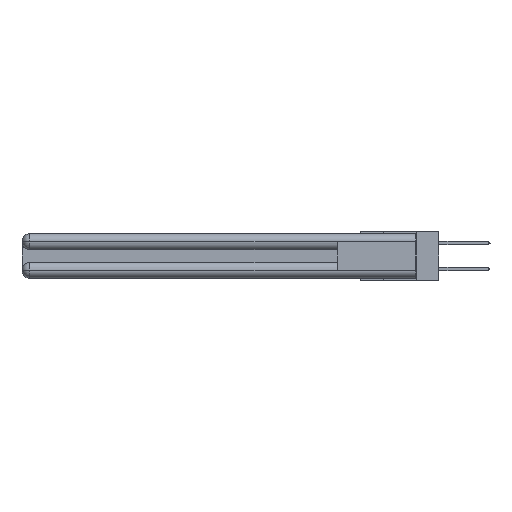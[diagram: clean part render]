
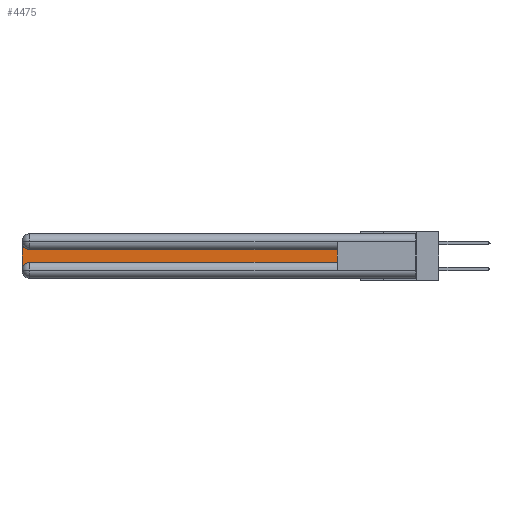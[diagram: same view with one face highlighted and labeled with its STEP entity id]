
A CAD part, left-side view. The second image highlights one B-rep face of the part: STEP entity #4475.
In plain terms, the highlighted planar face has unit normal (-1, 0, 0).
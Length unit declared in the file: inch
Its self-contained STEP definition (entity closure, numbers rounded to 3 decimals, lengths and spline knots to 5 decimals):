
#190 = ORIENTED_EDGE ( 'NONE', *, *, #12825, .T. ) ;
#316 = CARTESIAN_POINT ( 'NONE',  ( 0.075, 3., -0.1225 ) ) ;
#348 = DIRECTION ( 'NONE',  ( 0., 0., -1. ) ) ;
#685 = CARTESIAN_POINT ( 'NONE',  ( 0.075, 2.94, -0.2775 ) ) ;
#1026 = VERTEX_POINT ( 'NONE', #29431 ) ;
#2866 = DIRECTION ( 'NONE',  ( 0., 0., -1. ) ) ;
#3063 = CARTESIAN_POINT ( 'NONE',  ( 0.075, 0.6, -0.1225 ) ) ;
#3376 = AXIS2_PLACEMENT_3D ( 'NONE', #31947, #21572, #19252 ) ;
#3623 = EDGE_CURVE ( 'NONE', #1026, #16824, #7139, .T. ) ;
#3918 = VECTOR ( 'NONE', #25504, 39.37008 ) ;
#3949 = VECTOR ( 'NONE', #5312, 39.37008 ) ;
#4475 = ADVANCED_FACE ( 'NONE', ( #15002 ), #15224, .F. ) ;
#5312 = DIRECTION ( 'NONE',  ( 0., -1., 0. ) ) ;
#5862 = DIRECTION ( 'NONE',  ( 0., 0., 1. ) ) ;
#5891 = LINE ( 'NONE', #23848, #32770 ) ;
#7139 = LINE ( 'NONE', #30803, #25358 ) ;
#9006 = VERTEX_POINT ( 'NONE', #23055 ) ;
#9649 = ORIENTED_EDGE ( 'NONE', *, *, #11438, .T. ) ;
#9807 = ORIENTED_EDGE ( 'NONE', *, *, #3623, .T. ) ;
#11438 = EDGE_CURVE ( 'NONE', #16824, #14153, #31361, .T. ) ;
#11872 = EDGE_LOOP ( 'NONE', ( #190, #27349, #9807, #9649, #16663, #23061 ) ) ;
#12266 = EDGE_CURVE ( 'NONE', #14153, #19089, #12654, .T. ) ;
#12654 = LINE ( 'NONE', #28159, #3949 ) ;
#12825 = EDGE_CURVE ( 'NONE', #24432, #9006, #31654, .T. ) ;
#14153 = VERTEX_POINT ( 'NONE', #25029 ) ;
#15002 = FACE_OUTER_BOUND ( 'NONE', #11872, .T. ) ;
#15224 = PLANE ( 'NONE',  #23263 ) ;
#15496 = DIRECTION ( 'NONE',  ( 1., 0., 0. ) ) ;
#15895 = CARTESIAN_POINT ( 'NONE',  ( 0.075, 3., -0.2775 ) ) ;
#16663 = ORIENTED_EDGE ( 'NONE', *, *, #12266, .T. ) ;
#16824 = VERTEX_POINT ( 'NONE', #15895 ) ;
#18667 = CIRCLE ( 'NONE', #3376, 0.06 ) ;
#19089 = VERTEX_POINT ( 'NONE', #19411 ) ;
#19252 = DIRECTION ( 'NONE',  ( 0., 0., -1. ) ) ;
#19411 = CARTESIAN_POINT ( 'NONE',  ( 0.075, 0.6, -0.2175 ) ) ;
#21572 = DIRECTION ( 'NONE',  ( 1., 0., 0. ) ) ;
#22330 = AXIS2_PLACEMENT_3D ( 'NONE', #685, #15496, #23331 ) ;
#23055 = CARTESIAN_POINT ( 'NONE',  ( 0.075, 2.94, -0.1225 ) ) ;
#23061 = ORIENTED_EDGE ( 'NONE', *, *, #23856, .T. ) ;
#23263 = AXIS2_PLACEMENT_3D ( 'NONE', #316, #30555, #2866 ) ;
#23331 = DIRECTION ( 'NONE',  ( 0., 0., -1. ) ) ;
#23848 = CARTESIAN_POINT ( 'NONE',  ( 0.075, 0.6, -0.2175 ) ) ;
#23856 = EDGE_CURVE ( 'NONE', #19089, #24432, #5891, .T. ) ;
#24432 = VERTEX_POINT ( 'NONE', #32627 ) ;
#25029 = CARTESIAN_POINT ( 'NONE',  ( 0.075, 2.94, -0.2175 ) ) ;
#25358 = VECTOR ( 'NONE', #348, 39.37008 ) ;
#25504 = DIRECTION ( 'NONE',  ( 0., 1., 0. ) ) ;
#27003 = EDGE_CURVE ( 'NONE', #9006, #1026, #18667, .T. ) ;
#27349 = ORIENTED_EDGE ( 'NONE', *, *, #27003, .T. ) ;
#28159 = CARTESIAN_POINT ( 'NONE',  ( 0.075, 0.6, -0.2175 ) ) ;
#29431 = CARTESIAN_POINT ( 'NONE',  ( 0.075, 3., -0.0625 ) ) ;
#30555 = DIRECTION ( 'NONE',  ( 1., 0., 0. ) ) ;
#30803 = CARTESIAN_POINT ( 'NONE',  ( 0.075, 3., -0.2175 ) ) ;
#31361 = CIRCLE ( 'NONE', #22330, 0.06 ) ;
#31654 = LINE ( 'NONE', #3063, #3918 ) ;
#31947 = CARTESIAN_POINT ( 'NONE',  ( 0.075, 2.94, -0.0625 ) ) ;
#32627 = CARTESIAN_POINT ( 'NONE',  ( 0.075, 0.6, -0.1225 ) ) ;
#32770 = VECTOR ( 'NONE', #5862, 39.37008 ) ;
